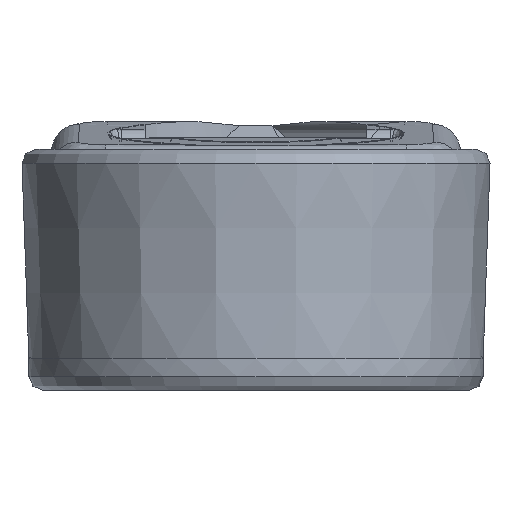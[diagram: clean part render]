
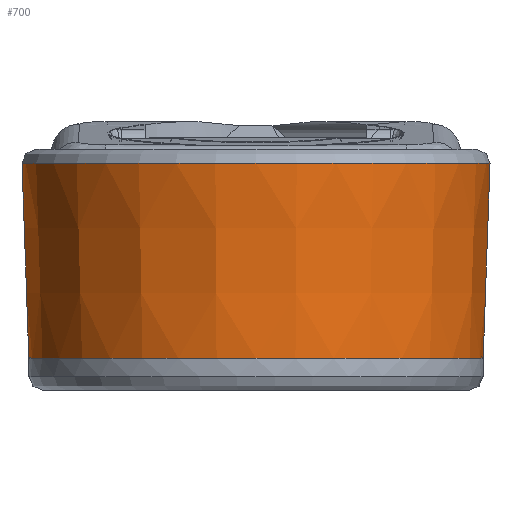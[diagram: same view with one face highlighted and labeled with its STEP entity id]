
A CAD part, front view. The second image highlights one B-rep face of the part: STEP entity #700.
In plain terms, the highlighted conical face has half-angle 2 degrees and reference radius 6.35 mm.
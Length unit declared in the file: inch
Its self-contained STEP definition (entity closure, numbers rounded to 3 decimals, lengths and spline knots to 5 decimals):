
#517=CONICAL_SURFACE('',#3732,0.25,2.);
#565=FACE_BOUND('',#1123,.T.);
#566=FACE_BOUND('',#1124,.T.);
#700=ADVANCED_FACE('',(#565,#566),#517,.T.);
#1123=EDGE_LOOP('',(#1846));
#1124=EDGE_LOOP('',(#1847,#1848,#1849,#1850,#1851,#1852));
#1293=CIRCLE('',#3726,0.25);
#1296=CIRCLE('',#3731,0.25749);
#1401=B_SPLINE_CURVE_WITH_KNOTS('',3,(#5697,#5698,#5699,#5700),
 .UNSPECIFIED.,.F.,.F.,(4,4),(0.,1.),.UNSPECIFIED.);
#1402=B_SPLINE_CURVE_WITH_KNOTS('',3,(#5704,#5705,#5706,#5707),
 .UNSPECIFIED.,.F.,.F.,(4,4),(0.,1.),.UNSPECIFIED.);
#1403=B_SPLINE_CURVE_WITH_KNOTS('',3,(#5716,#5717,#5718,#5719),
 .UNSPECIFIED.,.F.,.F.,(4,4),(0.,1.),.UNSPECIFIED.);
#1404=B_SPLINE_CURVE_WITH_KNOTS('',3,(#5721,#5722,#5723,#5724),
 .UNSPECIFIED.,.F.,.F.,(4,4),(0.,1.),.UNSPECIFIED.);
#1405=B_SPLINE_CURVE_WITH_KNOTS('',3,(#5726,#5727,#5728,#5729),
 .UNSPECIFIED.,.F.,.F.,(4,4),(0.,1.),.UNSPECIFIED.);
#1846=ORIENTED_EDGE('',*,*,#2902,.T.);
#1847=ORIENTED_EDGE('',*,*,#2897,.T.);
#1848=ORIENTED_EDGE('',*,*,#2903,.T.);
#1849=ORIENTED_EDGE('',*,*,#2904,.T.);
#1850=ORIENTED_EDGE('',*,*,#2905,.T.);
#1851=ORIENTED_EDGE('',*,*,#2899,.T.);
#1852=ORIENTED_EDGE('',*,*,#2898,.T.);
#2561=VERTEX_POINT('',#5680);
#2563=VERTEX_POINT('',#5690);
#2564=VERTEX_POINT('',#5701);
#2565=VERTEX_POINT('',#5703);
#2568=VERTEX_POINT('',#5715);
#2569=VERTEX_POINT('',#5720);
#2570=VERTEX_POINT('',#5725);
#2897=EDGE_CURVE('',#2564,#2561,#1401,.T.);
#2898=EDGE_CURVE('',#2565,#2564,#1293,.T.);
#2899=EDGE_CURVE('',#2563,#2565,#1402,.T.);
#2902=EDGE_CURVE('',#2568,#2568,#1296,.T.);
#2903=EDGE_CURVE('',#2561,#2569,#1403,.T.);
#2904=EDGE_CURVE('',#2569,#2570,#1404,.T.);
#2905=EDGE_CURVE('',#2570,#2563,#1405,.T.);
#3726=AXIS2_PLACEMENT_3D('',#5702,#4266,#4267);
#3731=AXIS2_PLACEMENT_3D('',#5714,#4276,#4277);
#3732=AXIS2_PLACEMENT_3D('',#5730,#4278,#4279);
#4266=DIRECTION('',(0.,0.,1.));
#4267=DIRECTION('',(1.,0.,0.));
#4276=DIRECTION('',(0.,0.,-1.));
#4277=DIRECTION('',(-1.,0.,0.));
#4278=DIRECTION('',(0.,0.,1.));
#4279=DIRECTION('',(-1.,0.,0.));
#5680=CARTESIAN_POINT('',(0.4949,-0.33776,0.));
#5690=CARTESIAN_POINT('',(-0.0049,-0.33776,0.));
#5697=CARTESIAN_POINT('',(0.495,-0.345,0.));
#5698=CARTESIAN_POINT('',(0.495,-0.34258,0.));
#5699=CARTESIAN_POINT('',(0.49496,-0.34017,0.));
#5700=CARTESIAN_POINT('',(0.4949,-0.33776,0.));
#5701=CARTESIAN_POINT('',(0.495,-0.345,0.));
#5702=CARTESIAN_POINT('',(0.245,-0.345,0.));
#5703=CARTESIAN_POINT('',(-0.005,-0.345,0.));
#5704=CARTESIAN_POINT('',(-0.0049,-0.33776,0.));
#5705=CARTESIAN_POINT('',(-0.00496,-0.34017,0.));
#5706=CARTESIAN_POINT('',(-0.005,-0.34258,0.));
#5707=CARTESIAN_POINT('',(-0.005,-0.345,0.));
#5714=CARTESIAN_POINT('',(0.245,-0.345,0.21448));
#5715=CARTESIAN_POINT('',(-0.01249,-0.345,0.21448));
#5716=CARTESIAN_POINT('',(0.4949,-0.33776,0.));
#5717=CARTESIAN_POINT('',(0.49453,-0.32409,0.00078));
#5718=CARTESIAN_POINT('',(0.48859,-0.28782,0.00605));
#5719=CARTESIAN_POINT('',(0.48835,-0.2868,0.00618));
#5720=CARTESIAN_POINT('',(0.48835,-0.2868,0.00618));
#5721=CARTESIAN_POINT('',(0.48835,-0.2868,0.00618));
#5722=CARTESIAN_POINT('',(0.42688,-0.02498,0.03806));
#5723=CARTESIAN_POINT('',(0.06313,-0.02496,0.03807));
#5724=CARTESIAN_POINT('',(0.00165,-0.2868,0.00618));
#5725=CARTESIAN_POINT('',(0.00165,-0.2868,0.00618));
#5726=CARTESIAN_POINT('',(0.00165,-0.2868,0.00618));
#5727=CARTESIAN_POINT('',(0.00141,-0.28783,0.00605));
#5728=CARTESIAN_POINT('',(-0.00453,-0.32408,0.00078));
#5729=CARTESIAN_POINT('',(-0.0049,-0.33776,0.));
#5730=CARTESIAN_POINT('',(0.245,-0.345,0.));
